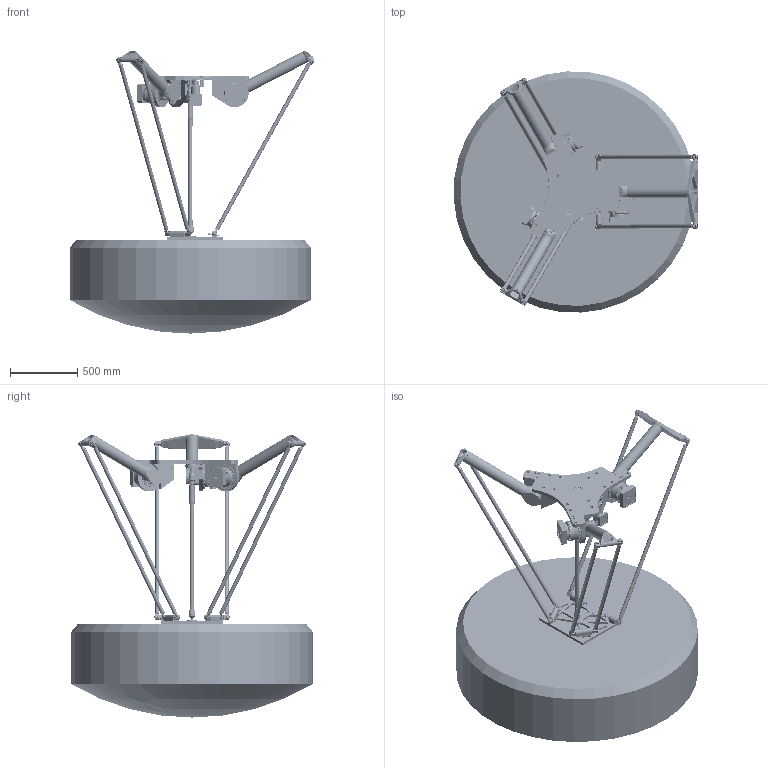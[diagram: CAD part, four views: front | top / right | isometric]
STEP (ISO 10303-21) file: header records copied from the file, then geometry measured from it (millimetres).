
FILE_DESCRIPTION(/* description */ (''),/* implementation_level */ '2;1');
FILE_NAME(/* name */ '3D-model_A_00857-T1-ATS.stp',/* time_stamp */ '2022-07-05T09:47:23+02:00',/* author */ ('michael.schutter'),/* organization */ ('Majatronic'),/* preprocessor_version */ 'ST-DEVELOPER v16.5',/* originating_system */ 'Autodesk Inventor 2017',/* authorisation */ '');
FILE_SCHEMA (('AUTOMOTIVE_DESIGN { 1 0 10303 214 3 1 1 }'));
Products named in the file (23): A_00857-T1-ATS_DUMMY; MT_BGR00104938 Dummy Roboterbasis; MT_WST00102135; MT_WST00061554MT_WST; MT_WST00055606MT_WST; MT_WST00057260MT_WST; MT_WST00111367; MT_WST00111370; MT_WST00057409MT_WST; MT_WST00111371; MT_WST00111372; MT_WST00106127 Dummy Werkzeugträger; MT_WST00101019 Adapter; MT_WST00111369 Dummy Oberarm; MT_WST00103352 Dummy Achse; MT_BGR00101725 Dummy Spanner; MT_BGR00021991MT_BGR; MT_WST00069627MT_WST; MT_WST00069628MT_WST; MT_WST00069629MT_WST; MT_WST00069630MT_WST; MT_WST00103117 Dummy Schraube; MT_WST00106244
Assembly tree (40 placements, depth 4):
  A_00857-T1-ATS_DUMMY
    MT_BGR00104938 Dummy Roboterbasis
      MT_WST00102135
      MT_WST00061554MT_WST  x3
      MT_WST00055606MT_WST
    MT_WST00057260MT_WST  x4
    MT_WST00111367  x6
    MT_WST00111370  x2
    MT_WST00057409MT_WST
    MT_WST00111371
    MT_WST00111372
    MT_WST00106127 Dummy Werkzeugträger
    MT_WST00101019 Adapter
    MT_WST00103352 Dummy Achse  x4
    MT_WST00111369 Dummy Oberarm
    MT_BGR00101725 Dummy Spanner  x2
      MT_BGR00021991MT_BGR
        MT_WST00069627MT_WST
        MT_WST00069628MT_WST
        MT_WST00069629MT_WST
        MT_WST00069630MT_WST
      MT_WST00103117 Dummy Schraube
    MT_WST00106244
Bounding box: 1822.02 x 1796.66 x 2110.54 mm (x, y, z)
Volume: 1510859091.5 mm3; surface area: 12128217.9 mm2
Topology: 44 solids, 75 shells, 5201 faces, 12285 edges, 7820 vertices
Faces by surface type: plane 2450, cylinder 1450, cone 661, bspline 425, torus 210, sphere 5
Full cylindrical faces by diameter (mm): 3.15 x4, 3.242 x8, 3.459 x4, 4 x24, 4.134 x10, 4.3 x8, 4.917 x10, 5 x4, 5.9 x12, 6 x76, 6.6 x72, 7 x8, 8 x6, 8.376 x36, 8.566 x4, 10 x144, 10.106 x12, 12 x37, 13 x12, 14 x26, 14.5 x1, 15 x2, 15.4 x1, 16 x10, 17 x10, 17.294 x6, 19.7 x1, 20 x4, 22 x71, 23.9 x1
Entity records: 103283 total; most frequent: CARTESIAN_POINT 32207, DIRECTION 14670, ORIENTED_EDGE 12928, EDGE_CURVE 6462, AXIS2_PLACEMENT_3D 5620, VERTEX_POINT 4517, EDGE_LOOP 4357, LINE 3430
